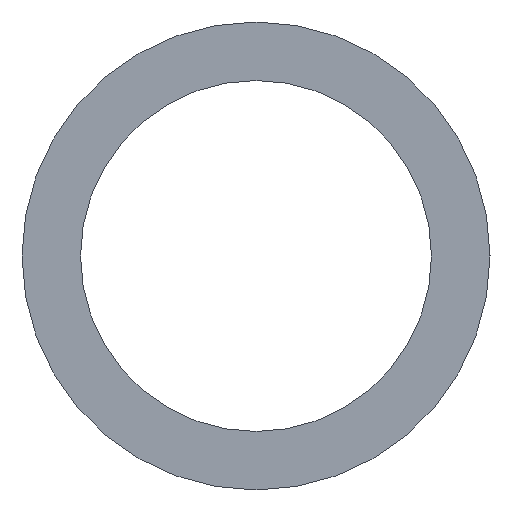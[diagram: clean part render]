
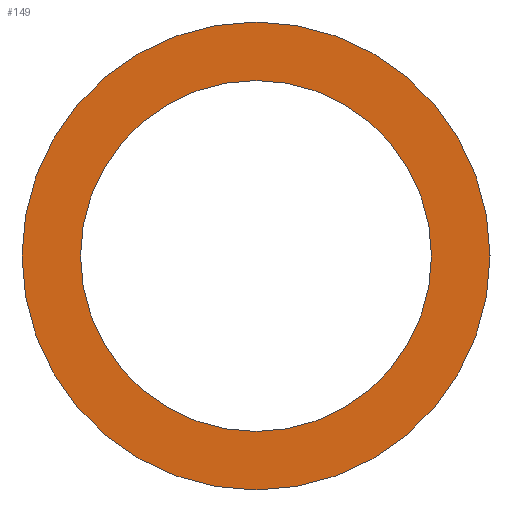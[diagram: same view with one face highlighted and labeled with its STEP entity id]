
A CAD part, left-side view. The second image highlights one B-rep face of the part: STEP entity #149.
In plain terms, the highlighted planar face has unit normal (-1, 0, 0).
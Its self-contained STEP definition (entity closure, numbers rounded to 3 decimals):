
#6 = AXIS2_PLACEMENT_3D ( 'NONE', #143, #81, #161 ) ;
#20 = CIRCLE ( 'NONE', #78, 4.5 ) ;
#21 = DIRECTION ( 'NONE',  ( 1., 0., 0. ) ) ;
#27 = VERTEX_POINT ( 'NONE', #100 ) ;
#35 = CARTESIAN_POINT ( 'NONE',  ( -50., 0., 0. ) ) ;
#36 = VERTEX_POINT ( 'NONE', #49 ) ;
#41 = EDGE_CURVE ( 'NONE', #128, #36, #180, .T. ) ;
#46 = DIRECTION ( 'NONE',  ( 0., 0., -1. ) ) ;
#48 = CARTESIAN_POINT ( 'NONE',  ( -50., 0., 0. ) ) ;
#49 = CARTESIAN_POINT ( 'NONE',  ( -50., 0., -6. ) ) ;
#52 = AXIS2_PLACEMENT_3D ( 'NONE', #48, #160, #46 ) ;
#60 = AXIS2_PLACEMENT_3D ( 'NONE', #35, #21, #85 ) ;
#65 = CARTESIAN_POINT ( 'NONE',  ( -50., 0., 0. ) ) ;
#72 = ORIENTED_EDGE ( 'NONE', *, *, #111, .T. ) ;
#78 = AXIS2_PLACEMENT_3D ( 'NONE', #230, #152, #168 ) ;
#81 = DIRECTION ( 'NONE',  ( 1., 0., 0. ) ) ;
#85 = DIRECTION ( 'NONE',  ( 0., 0., -1. ) ) ;
#89 = ORIENTED_EDGE ( 'NONE', *, *, #101, .F. ) ;
#96 = FACE_OUTER_BOUND ( 'NONE', #176, .T. ) ;
#100 = CARTESIAN_POINT ( 'NONE',  ( -50., 0., -4.5 ) ) ;
#101 = EDGE_CURVE ( 'NONE', #36, #128, #153, .T. ) ;
#109 = FACE_BOUND ( 'NONE', #181, .T. ) ;
#111 = EDGE_CURVE ( 'NONE', #234, #27, #144, .T. ) ;
#128 = VERTEX_POINT ( 'NONE', #210 ) ;
#134 = AXIS2_PLACEMENT_3D ( 'NONE', #65, #188, #187 ) ;
#138 = ORIENTED_EDGE ( 'NONE', *, *, #41, .F. ) ;
#143 = CARTESIAN_POINT ( 'NONE',  ( -50., 0., 0. ) ) ;
#144 = CIRCLE ( 'NONE', #52, 4.5 ) ;
#149 = ADVANCED_FACE ( 'NONE', ( #96, #109 ), #228, .F. ) ;
#152 = DIRECTION ( 'NONE',  ( 1., 0., 0. ) ) ;
#153 = CIRCLE ( 'NONE', #6, 6. ) ;
#160 = DIRECTION ( 'NONE',  ( 1., 0., 0. ) ) ;
#161 = DIRECTION ( 'NONE',  ( 0., 0., -1. ) ) ;
#165 = CARTESIAN_POINT ( 'NONE',  ( -50., 0., 4.5 ) ) ;
#168 = DIRECTION ( 'NONE',  ( 0., 0., -1. ) ) ;
#176 = EDGE_LOOP ( 'NONE', ( #138, #89 ) ) ;
#180 = CIRCLE ( 'NONE', #134, 6. ) ;
#181 = EDGE_LOOP ( 'NONE', ( #72, #193 ) ) ;
#187 = DIRECTION ( 'NONE',  ( 0., 0., -1. ) ) ;
#188 = DIRECTION ( 'NONE',  ( 1., 0., 0. ) ) ;
#193 = ORIENTED_EDGE ( 'NONE', *, *, #226, .T. ) ;
#210 = CARTESIAN_POINT ( 'NONE',  ( -50., 0., 6. ) ) ;
#226 = EDGE_CURVE ( 'NONE', #27, #234, #20, .T. ) ;
#228 = PLANE ( 'NONE',  #60 ) ;
#230 = CARTESIAN_POINT ( 'NONE',  ( -50., 0., 0. ) ) ;
#234 = VERTEX_POINT ( 'NONE', #165 ) ;
